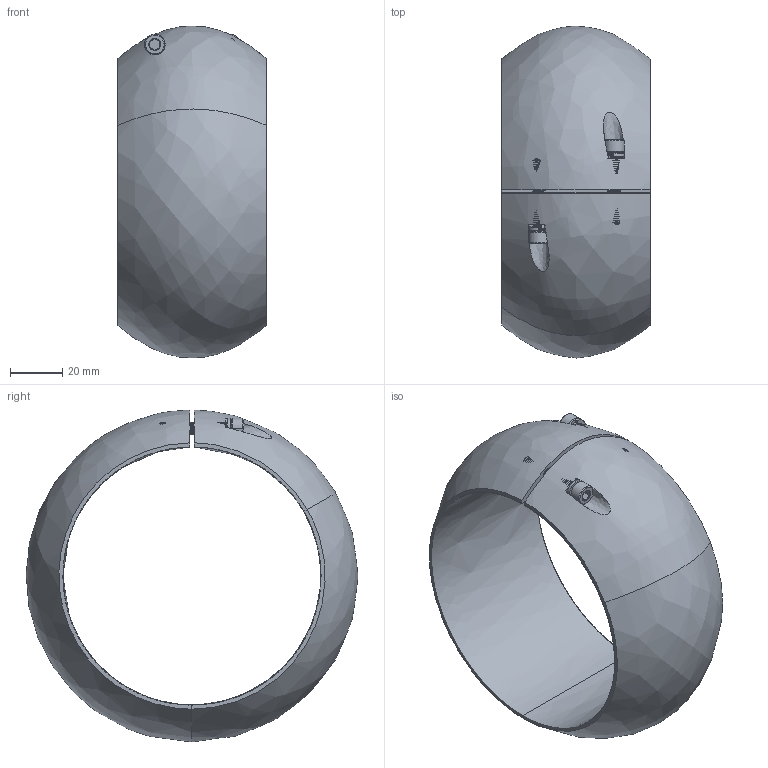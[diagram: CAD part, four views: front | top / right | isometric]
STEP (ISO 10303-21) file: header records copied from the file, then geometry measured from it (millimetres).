
FILE_DESCRIPTION(/* description */ (''),/* implementation_level */ '2;1');
FILE_NAME(/* name */ 'Hub',/* time_stamp */ '2013-11-04T22:21:42-05:00',/* author */ (''),/* organization */ (''),/* preprocessor_version */ 'ST-DEVELOPER v10',/* originating_system */ '',/* authorisation */ '');
FILE_SCHEMA (('CONFIG_CONTROL_DESIGN'));
Length unit declared in the file: inch
Products named in the file (1): 1
Bounding box: 57.1 x 127.46 x 127.46 mm (x, y, z)
Volume: 195609.8 mm3; surface area: 46644 mm2
Topology: 5 solids, 5 shells, 607 faces, 1744 edges, 1153 vertices
Faces by surface type: bspline 577, plane 30
Entity records: 42966 total; most frequent: CARTESIAN_POINT 32907, ORIENTED_EDGE 3474, EDGE_CURVE 1737, B_SPLINE_CURVE_WITH_KNOTS 1653, VERTEX_POINT 1146, EDGE_LOOP 617, ADVANCED_FACE 607, FACE_OUTER_BOUND 607
